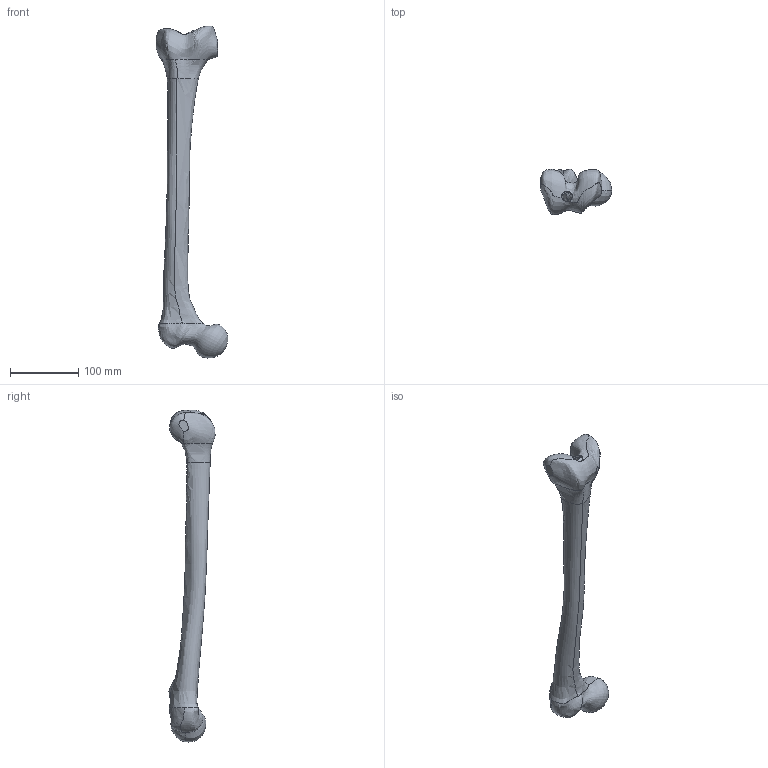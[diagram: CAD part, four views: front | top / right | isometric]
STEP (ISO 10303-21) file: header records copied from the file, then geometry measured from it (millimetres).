
FILE_DESCRIPTION(/* description */ (''),/* implementation_level */ '2;1');
FILE_NAME(/* name */ 'Kosc_udowa.stp',/* time_stamp */ '2021-12-14T15:36:28+01:00',/* author */ ('Adam'),/* organization */ (''),/* preprocessor_version */ 'ST-DEVELOPER v18.1',/* originating_system */ 'Autodesk Inventor 2022',/* authorisation */ '');
FILE_SCHEMA (('AUTOMOTIVE_DESIGN { 1 0 10303 214 3 1 1 }'));
Products named in the file (1): Cortical Bone
Bounding box: 104.96 x 67.56 x 486.62 mm (x, y, z)
Volume: 295964.8 mm3; surface area: 123044.7 mm2
Topology: 1 solids, 1 shells, 24 faces, 166 edges, 137 vertices
Faces by surface type: bspline 18, plane 6
Entity records: 32266 total; most frequent: CARTESIAN_POINT 31306, ORIENTED_EDGE 318, EDGE_CURVE 159, B_SPLINE_CURVE_WITH_KNOTS 156, VERTEX_POINT 137, STYLED_ITEM 25, FACE_OUTER_BOUND 24, EDGE_LOOP 24
